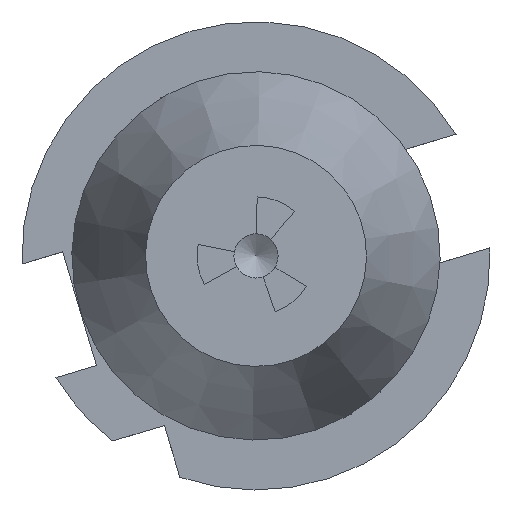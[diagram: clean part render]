
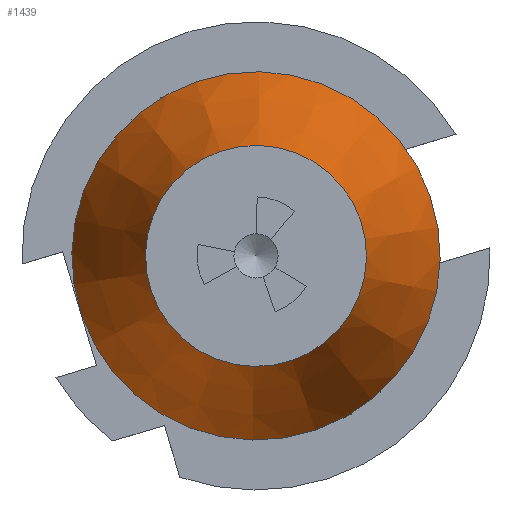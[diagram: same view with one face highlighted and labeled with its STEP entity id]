
A CAD part, left-side view. The second image highlights one B-rep face of the part: STEP entity #1439.
In plain terms, the highlighted conical face has half-angle 20 degrees and reference radius 20 mm.
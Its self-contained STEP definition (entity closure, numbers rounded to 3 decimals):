
#73=CONICAL_SURFACE('',#1552,20.,0.349);
#85=LINE('',#2195,#173);
#173=VECTOR('',#1744,20.);
#302=FACE_OUTER_BOUND('',#390,.T.);
#390=EDGE_LOOP('',(#914,#915,#916,#917));
#485=CIRCLE('',#1551,25.);
#486=CIRCLE('',#1553,15.);
#560=VERTEX_POINT('',#2190);
#561=VERTEX_POINT('',#2194);
#700=EDGE_CURVE('',#560,#560,#485,.T.);
#701=EDGE_CURVE('',#560,#561,#85,.T.);
#702=EDGE_CURVE('',#561,#561,#486,.T.);
#914=ORIENTED_EDGE('',*,*,#700,.F.);
#915=ORIENTED_EDGE('',*,*,#701,.T.);
#916=ORIENTED_EDGE('',*,*,#702,.T.);
#917=ORIENTED_EDGE('',*,*,#701,.F.);
#1439=ADVANCED_FACE('',(#302),#73,.T.);
#1551=AXIS2_PLACEMENT_3D('',#2192,#1740,#1741);
#1552=AXIS2_PLACEMENT_3D('',#2193,#1742,#1743);
#1553=AXIS2_PLACEMENT_3D('',#2196,#1745,#1746);
#1740=DIRECTION('center_axis',(1.,0.,0.));
#1741=DIRECTION('ref_axis',(0.,0.988,-0.155));
#1742=DIRECTION('center_axis',(1.,0.,0.));
#1743=DIRECTION('ref_axis',(0.,0.988,-0.155));
#1744=DIRECTION('',(-0.94,0.338,-0.053));
#1745=DIRECTION('center_axis',(1.,0.,0.));
#1746=DIRECTION('ref_axis',(0.,0.988,-0.155));
#2190=CARTESIAN_POINT('',(-42.525,-24.698,3.871));
#2192=CARTESIAN_POINT('Origin',(-42.525,0.,
0.));
#2193=CARTESIAN_POINT('Origin',(-56.263,0.,
0.));
#2194=CARTESIAN_POINT('',(-70.,-14.819,2.323));
#2195=CARTESIAN_POINT('',(-56.263,-19.759,3.097));
#2196=CARTESIAN_POINT('Origin',(-70.,0.,0.));
